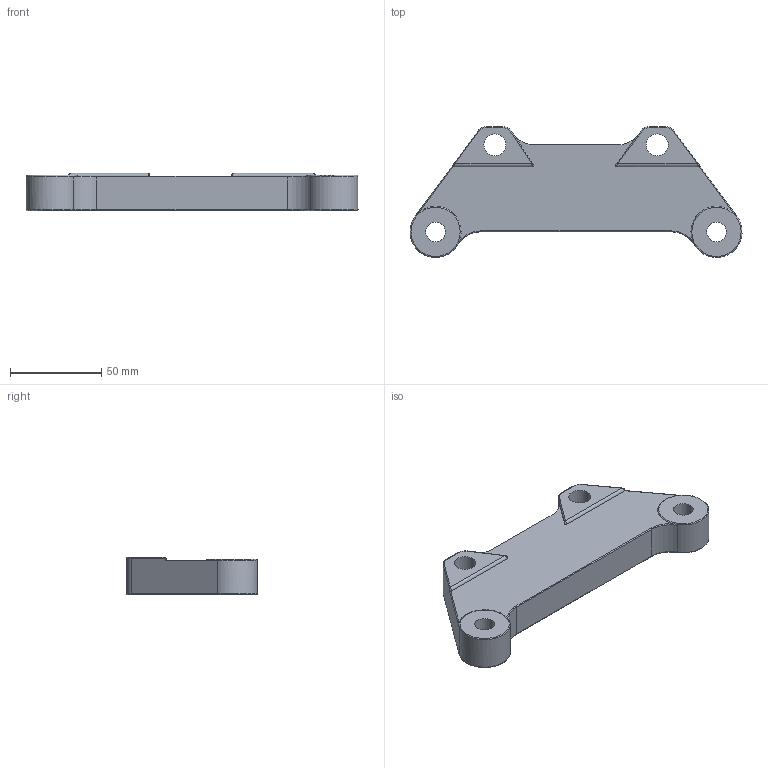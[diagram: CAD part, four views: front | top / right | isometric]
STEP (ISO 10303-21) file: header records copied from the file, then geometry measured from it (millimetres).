
FILE_DESCRIPTION((''),'2;1');
FILE_NAME('SUBGTTAROX326','2021-11-02T16:41:59',('cf72119'),(''),'CREO PARAMETRIC BY PTC INC, 2021072','CREO PARAMETRIC BY PTC INC, 2021072','');
FILE_SCHEMA(('AUTOMOTIVE_DESIGN { 1 0 10303 214 1 1 1 1 }'));
Length unit declared in the file: millimetre
Products named in the file (1): SUBGTTAROX326
Bounding box: 181.96 x 71.67 x 20.5 mm (x, y, z)
Volume: 154100.8 mm3; surface area: 27731.9 mm2
Topology: 1 solids, 1 shells, 80 faces, 196 edges, 118 vertices
Faces by surface type: cylinder 40, torus 21, plane 15, bspline 4
Entity records: 2867 total; most frequent: CARTESIAN_POINT 864, DIRECTION 432, ORIENTED_EDGE 392, EDGE_CURVE 196, AXIS2_PLACEMENT_3D 180, VERTEX_POINT 118, CIRCLE 104, EDGE_LOOP 88
